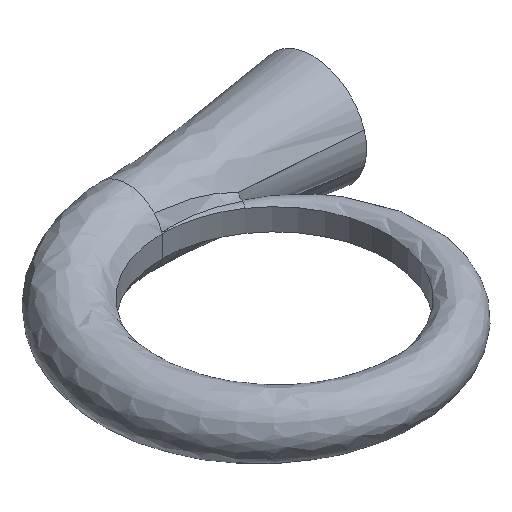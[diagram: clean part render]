
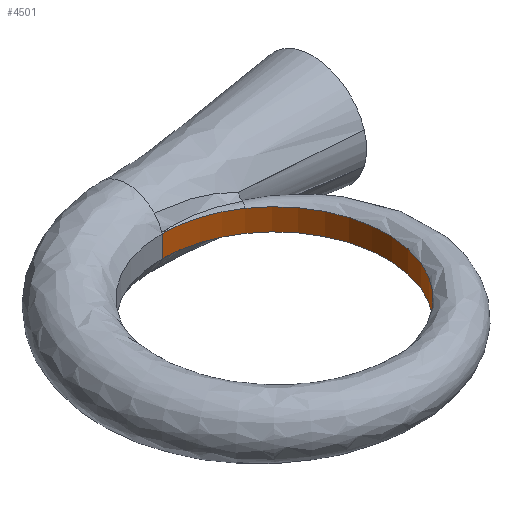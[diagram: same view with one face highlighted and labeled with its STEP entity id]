
A CAD part, isometric view. The second image highlights one B-rep face of the part: STEP entity #4501.
In plain terms, the highlighted cylindrical face has radius 20.825 mm (diameter 41.651 mm), a partial arc.
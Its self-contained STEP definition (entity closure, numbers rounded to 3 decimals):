
#24 = VERTEX_POINT('',#25);
#25 = CARTESIAN_POINT('',(11.736,17.204,5.963
    ));
#79 = VERTEX_POINT('',#80);
#80 = CARTESIAN_POINT('',(11.736,17.204,
    10.003));
#100 = EDGE_CURVE('',#101,#79,#103,.T.);
#101 = VERTEX_POINT('',#102);
#102 = CARTESIAN_POINT('',(0.,-20.825,
    10.003));
#103 = CIRCLE('',#104,20.825);
#104 = AXIS2_PLACEMENT_3D('',#105,#106,#107);
#105 = CARTESIAN_POINT('',(0.,0.,10.003));
#106 = DIRECTION('',(0.,0.,1.));
#107 = DIRECTION('',(0.,1.,0.));
#110 = VERTEX_POINT('',#111);
#111 = CARTESIAN_POINT('',(0.,20.825,
    10.003));
#257 = VERTEX_POINT('',#258);
#258 = CARTESIAN_POINT('',(0.,20.825,
    5.963));
#304 = VERTEX_POINT('',#305);
#305 = CARTESIAN_POINT('',(0.,-20.825,
    5.963));
#312 = EDGE_CURVE('',#304,#24,#313,.T.);
#313 = CIRCLE('',#314,20.825);
#314 = AXIS2_PLACEMENT_3D('',#315,#316,#317);
#315 = CARTESIAN_POINT('',(0.,0.,5.963));
#316 = DIRECTION('',(0.,0.,1.));
#317 = DIRECTION('',(0.,1.,0.));
#3586 = EDGE_CURVE('',#24,#257,#3587,.T.);
#3587 = CIRCLE('',#3588,20.825);
#3588 = AXIS2_PLACEMENT_3D('',#3589,#3590,#3591);
#3589 = CARTESIAN_POINT('',(0.,0.,5.963));
#3590 = DIRECTION('',(0.,0.,1.));
#3591 = DIRECTION('',(0.,1.,0.));
#4205 = EDGE_CURVE('',#79,#110,#4206,.T.);
#4206 = CIRCLE('',#4207,20.825);
#4207 = AXIS2_PLACEMENT_3D('',#4208,#4209,#4210);
#4208 = CARTESIAN_POINT('',(0.,0.,10.003));
#4209 = DIRECTION('',(0.,0.,1.));
#4210 = DIRECTION('',(0.,1.,0.));
#4501 = ADVANCED_FACE('[Volute_1] Flow domain Inflow',(#4502),#4519,.F.
  );
#4502 = FACE_BOUND('',#4503,.T.);
#4503 = EDGE_LOOP('',(#4504,#4505,#4506,#4512,#4513,#4514));
#4504 = ORIENTED_EDGE('',*,*,#100,.T.);
#4505 = ORIENTED_EDGE('',*,*,#4205,.T.);
#4506 = ORIENTED_EDGE('',*,*,#4507,.T.);
#4507 = EDGE_CURVE('',#110,#257,#4508,.T.);
#4508 = LINE('',#4509,#4510);
#4509 = CARTESIAN_POINT('',(0.,20.825,
    10.003));
#4510 = VECTOR('',#4511,1.);
#4511 = DIRECTION('',(0.,0.,-1.));
#4512 = ORIENTED_EDGE('',*,*,#3586,.F.);
#4513 = ORIENTED_EDGE('',*,*,#312,.F.);
#4514 = ORIENTED_EDGE('',*,*,#4515,.F.);
#4515 = EDGE_CURVE('',#101,#304,#4516,.T.);
#4516 = B_SPLINE_CURVE_WITH_KNOTS('',1,(#4517,#4518),.UNSPECIFIED.,.F.,
  .F.,(2,2),(0.,4.04),.PIECEWISE_BEZIER_KNOTS.);
#4517 = CARTESIAN_POINT('',(0.,-20.825,
    10.003));
#4518 = CARTESIAN_POINT('',(0.,-20.825,
    5.963));
#4519 = CYLINDRICAL_SURFACE('',#4520,20.825);
#4520 = AXIS2_PLACEMENT_3D('',#4521,#4522,#4523);
#4521 = CARTESIAN_POINT('',(0.,0.,10.003));
#4522 = DIRECTION('',(-0.,-0.,-1.));
#4523 = DIRECTION('',(0.,1.,0.));
